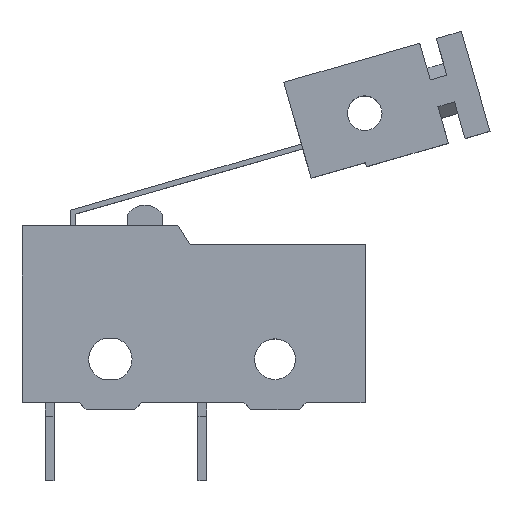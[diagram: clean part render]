
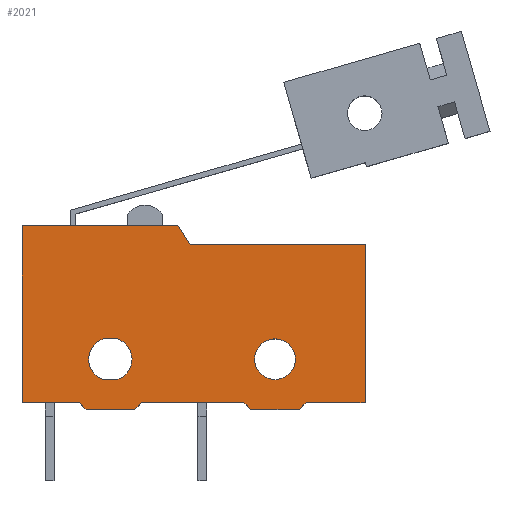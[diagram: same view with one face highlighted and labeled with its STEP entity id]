
A CAD part, top view. The second image highlights one B-rep face of the part: STEP entity #2021.
In plain terms, the highlighted planar face has unit normal (0, 0, 1).
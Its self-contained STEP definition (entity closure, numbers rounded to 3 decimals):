
#20=FACE_BOUND('',#282,.T.);
#21=FACE_BOUND('',#283,.T.);
#75=PLANE('',#2152);
#174=FACE_OUTER_BOUND('',#281,.T.);
#281=EDGE_LOOP('',(#1598,#1599,#1600,#1601,#1602,#1603,#1604,#1605,#1606,
#1607,#1608,#1609,#1610,#1611));
#282=EDGE_LOOP('',(#1612,#1613,#1614,#1615));
#283=EDGE_LOOP('',(#1616));
#428=LINE('',#2927,#687);
#430=LINE('',#2930,#689);
#432=LINE('',#2935,#691);
#436=LINE('',#2943,#695);
#439=LINE('',#2949,#698);
#442=LINE('',#2955,#701);
#445=LINE('',#2961,#704);
#448=LINE('',#2967,#707);
#451=LINE('',#2973,#710);
#454=LINE('',#2979,#713);
#457=LINE('',#2985,#716);
#460=LINE('',#2991,#719);
#463=LINE('',#2997,#722);
#466=LINE('',#3003,#725);
#469=LINE('',#3009,#728);
#472=LINE('',#3014,#731);
#687=VECTOR('',#2401,1.);
#689=VECTOR('',#2405,1.);
#691=VECTOR('',#2409,1.);
#695=VECTOR('',#2415,1.);
#698=VECTOR('',#2420,1.);
#701=VECTOR('',#2425,1.);
#704=VECTOR('',#2430,1.);
#707=VECTOR('',#2435,1.);
#710=VECTOR('',#2440,1.);
#713=VECTOR('',#2445,1.);
#716=VECTOR('',#2450,1.);
#719=VECTOR('',#2455,1.);
#722=VECTOR('',#2460,1.);
#725=VECTOR('',#2465,1.);
#728=VECTOR('',#2470,1.);
#731=VECTOR('',#2475,1.);
#858=CIRCLE('',#2089,1.175);
#859=CIRCLE('',#2091,1.25);
#862=CIRCLE('',#2095,1.25);
#878=VERTEX_POINT('',#2721);
#879=VERTEX_POINT('',#2725);
#880=VERTEX_POINT('',#2726);
#885=VERTEX_POINT('',#2737);
#886=VERTEX_POINT('',#2739);
#947=VERTEX_POINT('',#2933);
#948=VERTEX_POINT('',#2934);
#951=VERTEX_POINT('',#2942);
#953=VERTEX_POINT('',#2948);
#955=VERTEX_POINT('',#2954);
#957=VERTEX_POINT('',#2960);
#959=VERTEX_POINT('',#2966);
#961=VERTEX_POINT('',#2972);
#963=VERTEX_POINT('',#2978);
#965=VERTEX_POINT('',#2984);
#967=VERTEX_POINT('',#2990);
#969=VERTEX_POINT('',#2996);
#971=VERTEX_POINT('',#3002);
#973=VERTEX_POINT('',#3008);
#1065=EDGE_CURVE('',#878,#878,#858,.T.);
#1066=EDGE_CURVE('',#879,#880,#859,.T.);
#1072=EDGE_CURVE('',#886,#885,#862,.T.);
#1164=EDGE_CURVE('',#880,#886,#428,.T.);
#1166=EDGE_CURVE('',#885,#879,#430,.T.);
#1168=EDGE_CURVE('',#947,#948,#432,.T.);
#1172=EDGE_CURVE('',#948,#951,#436,.T.);
#1175=EDGE_CURVE('',#951,#953,#439,.T.);
#1178=EDGE_CURVE('',#953,#955,#442,.T.);
#1181=EDGE_CURVE('',#955,#957,#445,.T.);
#1184=EDGE_CURVE('',#957,#959,#448,.T.);
#1187=EDGE_CURVE('',#959,#961,#451,.T.);
#1190=EDGE_CURVE('',#961,#963,#454,.T.);
#1193=EDGE_CURVE('',#963,#965,#457,.T.);
#1196=EDGE_CURVE('',#965,#967,#460,.T.);
#1199=EDGE_CURVE('',#967,#969,#463,.T.);
#1202=EDGE_CURVE('',#969,#971,#466,.T.);
#1205=EDGE_CURVE('',#971,#973,#469,.T.);
#1208=EDGE_CURVE('',#973,#947,#472,.T.);
#1598=ORIENTED_EDGE('',*,*,#1168,.F.);
#1599=ORIENTED_EDGE('',*,*,#1208,.F.);
#1600=ORIENTED_EDGE('',*,*,#1205,.F.);
#1601=ORIENTED_EDGE('',*,*,#1202,.F.);
#1602=ORIENTED_EDGE('',*,*,#1199,.F.);
#1603=ORIENTED_EDGE('',*,*,#1196,.F.);
#1604=ORIENTED_EDGE('',*,*,#1193,.F.);
#1605=ORIENTED_EDGE('',*,*,#1190,.F.);
#1606=ORIENTED_EDGE('',*,*,#1187,.F.);
#1607=ORIENTED_EDGE('',*,*,#1184,.F.);
#1608=ORIENTED_EDGE('',*,*,#1181,.F.);
#1609=ORIENTED_EDGE('',*,*,#1178,.F.);
#1610=ORIENTED_EDGE('',*,*,#1175,.F.);
#1611=ORIENTED_EDGE('',*,*,#1172,.F.);
#1612=ORIENTED_EDGE('',*,*,#1166,.T.);
#1613=ORIENTED_EDGE('',*,*,#1066,.T.);
#1614=ORIENTED_EDGE('',*,*,#1164,.T.);
#1615=ORIENTED_EDGE('',*,*,#1072,.T.);
#1616=ORIENTED_EDGE('',*,*,#1065,.T.);
#2021=ADVANCED_FACE('',(#174,#20,#21),#75,.T.);
#2089=AXIS2_PLACEMENT_3D('',#2723,#2217,#2218);
#2091=AXIS2_PLACEMENT_3D('',#2727,#2221,#2222);
#2095=AXIS2_PLACEMENT_3D('',#2740,#2232,#2233);
#2152=AXIS2_PLACEMENT_3D('',#3016,#2477,#2478);
#2217=DIRECTION('center_axis',(0.,0.,-1.));
#2218=DIRECTION('ref_axis',(1.,0.,0.));
#2221=DIRECTION('center_axis',(0.,0.,-1.));
#2222=DIRECTION('ref_axis',(1.,0.,0.));
#2232=DIRECTION('center_axis',(0.,0.,-1.));
#2233=DIRECTION('ref_axis',(1.,0.,0.));
#2401=DIRECTION('',(-1.,0.,0.));
#2405=DIRECTION('',(1.,0.,0.));
#2409=DIRECTION('',(1.,0.,0.));
#2415=DIRECTION('',(0.537,-0.844,0.));
#2420=DIRECTION('',(1.,0.,0.));
#2425=DIRECTION('',(0.,-1.,0.));
#2430=DIRECTION('',(-1.,0.,0.));
#2435=DIRECTION('',(-0.707,-0.707,0.));
#2440=DIRECTION('',(-1.,0.,0.));
#2445=DIRECTION('',(-0.707,0.707,0.));
#2450=DIRECTION('',(-1.,0.,0.));
#2455=DIRECTION('',(-0.707,-0.707,0.));
#2460=DIRECTION('',(-1.,0.,0.));
#2465=DIRECTION('',(-0.707,0.707,0.));
#2470=DIRECTION('',(-1.,0.,0.));
#2475=DIRECTION('',(0.,1.,0.));
#2477=DIRECTION('center_axis',(0.,0.,1.));
#2478=DIRECTION('ref_axis',(1.,0.,0.));
#2721=CARTESIAN_POINT('',(3.525,2.9,3.2));
#2723=CARTESIAN_POINT('Origin',(4.7,2.9,3.2));
#2725=CARTESIAN_POINT('',(-4.388,4.08,3.2));
#2726=CARTESIAN_POINT('',(-4.36,1.73,3.2));
#2727=CARTESIAN_POINT('Origin',(-4.8,2.9,3.2));
#2737=CARTESIAN_POINT('',(-5.212,4.08,3.2));
#2739=CARTESIAN_POINT('',(-5.24,1.73,3.2));
#2740=CARTESIAN_POINT('Origin',(-4.8,2.9,3.2));
#2927=CARTESIAN_POINT('',(-2.844,1.73,3.2));
#2930=CARTESIAN_POINT('',(-2.844,4.08,3.2));
#2933=CARTESIAN_POINT('',(-9.9,10.6,3.2));
#2934=CARTESIAN_POINT('',(-0.9,10.6,3.2));
#2935=CARTESIAN_POINT('',(-9.9,10.6,3.2));
#2942=CARTESIAN_POINT('',(-0.2,9.5,3.2));
#2943=CARTESIAN_POINT('',(-0.2,9.5,3.2));
#2948=CARTESIAN_POINT('',(9.9,9.5,3.2));
#2949=CARTESIAN_POINT('',(9.9,9.5,3.2));
#2954=CARTESIAN_POINT('',(9.9,0.4,3.2));
#2955=CARTESIAN_POINT('',(9.9,0.4,3.2));
#2960=CARTESIAN_POINT('',(6.5,0.4,3.2));
#2961=CARTESIAN_POINT('',(9.9,0.4,3.2));
#2966=CARTESIAN_POINT('',(6.1,0.,3.2));
#2967=CARTESIAN_POINT('',(6.1,0.,3.2));
#2972=CARTESIAN_POINT('',(3.3,0.,3.2));
#2973=CARTESIAN_POINT('',(6.1,0.,3.2));
#2978=CARTESIAN_POINT('',(2.9,0.4,3.2));
#2979=CARTESIAN_POINT('',(2.9,0.4,3.2));
#2984=CARTESIAN_POINT('',(-3.,0.4,3.2));
#2985=CARTESIAN_POINT('',(-3.,0.4,3.2));
#2990=CARTESIAN_POINT('',(-3.4,0.,3.2));
#2991=CARTESIAN_POINT('',(-3.,0.4,3.2));
#2996=CARTESIAN_POINT('',(-6.2,0.,3.2));
#2997=CARTESIAN_POINT('',(-6.2,0.,3.2));
#3002=CARTESIAN_POINT('',(-6.6,0.4,3.2));
#3003=CARTESIAN_POINT('',(-6.2,0.,3.2));
#3008=CARTESIAN_POINT('',(-9.9,0.4,3.2));
#3009=CARTESIAN_POINT('',(-9.9,0.4,3.2));
#3014=CARTESIAN_POINT('',(-9.9,0.4,3.2));
#3016=CARTESIAN_POINT('Origin',(-0.187,5.17,3.2));
